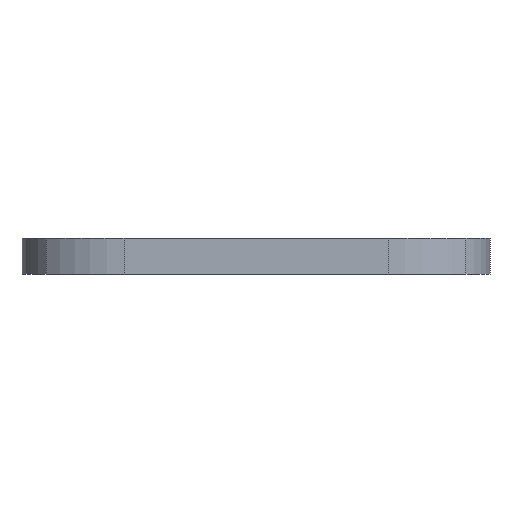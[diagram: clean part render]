
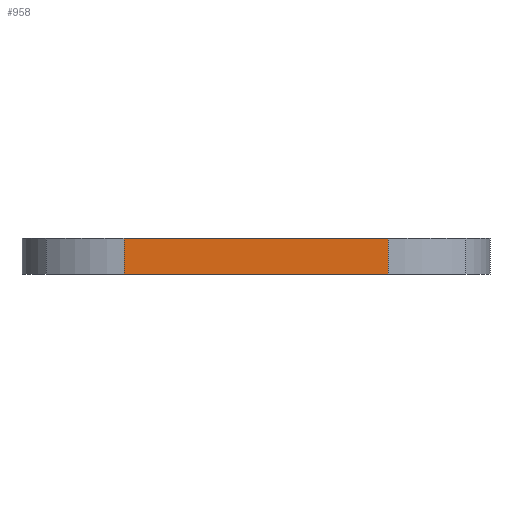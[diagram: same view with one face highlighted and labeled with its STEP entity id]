
A CAD part, front view. The second image highlights one B-rep face of the part: STEP entity #958.
In plain terms, the highlighted planar face has unit normal (0, -1, 0).
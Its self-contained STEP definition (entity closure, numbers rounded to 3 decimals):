
#47=PLANE('',#1071);
#94=FACE_OUTER_BOUND('',#148,.T.);
#148=EDGE_LOOP('',(#833,#834,#835,#836));
#170=LINE('',#1415,#256);
#240=LINE('',#1633,#326);
#241=LINE('',#1637,#327);
#242=LINE('',#1638,#328);
#256=VECTOR('',#1126,10.);
#326=VECTOR('',#1350,10.);
#327=VECTOR('',#1355,10.);
#328=VECTOR('',#1356,10.);
#399=VERTEX_POINT('',#1412);
#400=VERTEX_POINT('',#1414);
#471=VERTEX_POINT('',#1632);
#472=VERTEX_POINT('',#1636);
#497=EDGE_CURVE('',#399,#400,#170,.T.);
#606=EDGE_CURVE('',#471,#400,#240,.T.);
#608=EDGE_CURVE('',#472,#471,#241,.T.);
#609=EDGE_CURVE('',#472,#399,#242,.T.);
#833=ORIENTED_EDGE('',*,*,#608,.T.);
#834=ORIENTED_EDGE('',*,*,#606,.T.);
#835=ORIENTED_EDGE('',*,*,#497,.F.);
#836=ORIENTED_EDGE('',*,*,#609,.F.);
#958=ADVANCED_FACE('',(#94),#47,.T.);
#1071=AXIS2_PLACEMENT_3D('',#1635,#1353,#1354);
#1126=DIRECTION('',(1.,0.,0.));
#1350=DIRECTION('',(0.,0.,1.));
#1353=DIRECTION('center_axis',(0.,-1.,0.));
#1354=DIRECTION('ref_axis',(1.,0.,0.));
#1355=DIRECTION('',(1.,0.,0.));
#1356=DIRECTION('',(0.,0.,1.));
#1412=CARTESIAN_POINT('',(-11.,-55.,3.));
#1414=CARTESIAN_POINT('',(11.,-55.,3.));
#1415=CARTESIAN_POINT('',(-11.,-55.,3.));
#1632=CARTESIAN_POINT('',(11.,-55.,0.));
#1633=CARTESIAN_POINT('',(11.,-55.,0.));
#1635=CARTESIAN_POINT('Origin',(-11.,-55.,0.));
#1636=CARTESIAN_POINT('',(-11.,-55.,0.));
#1637=CARTESIAN_POINT('',(-11.,-55.,0.));
#1638=CARTESIAN_POINT('',(-11.,-55.,0.));
